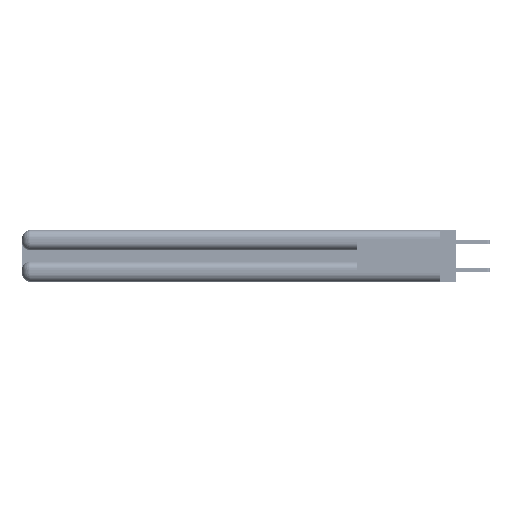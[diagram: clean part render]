
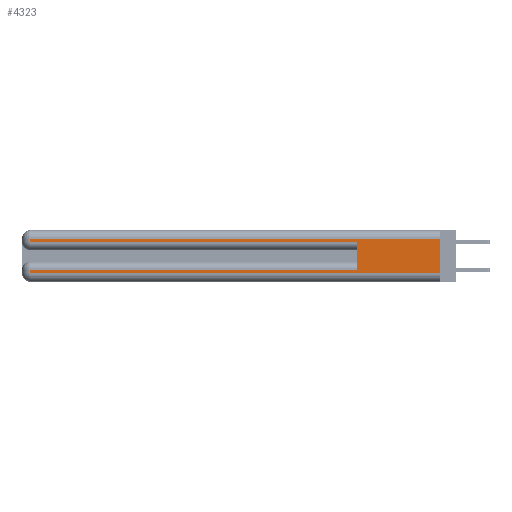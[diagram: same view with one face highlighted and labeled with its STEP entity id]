
A CAD part, left-side view. The second image highlights one B-rep face of the part: STEP entity #4323.
In plain terms, the highlighted planar face has unit normal (-1, 0, 0).
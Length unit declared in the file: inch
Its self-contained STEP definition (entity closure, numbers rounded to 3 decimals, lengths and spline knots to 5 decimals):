
#18 = VERTEX_POINT ( 'NONE', #2144 ) ;
#1357 = CARTESIAN_POINT ( 'NONE',  ( 0., 0., 0.06 ) ) ;
#2049 = VECTOR ( 'NONE', #9076, 39.37008 ) ;
#2144 = CARTESIAN_POINT ( 'NONE',  ( 0., 2.94, 0.06 ) ) ;
#2150 = LINE ( 'NONE', #1357, #13301 ) ;
#3912 = CARTESIAN_POINT ( 'NONE',  ( 0., 2.94, 0.285 ) ) ;
#4030 = LINE ( 'NONE', #20342, #37018 ) ;
#4323 = ADVANCED_FACE ( 'NONE', ( #31720 ), #43259, .F. ) ;
#4809 = EDGE_CURVE ( 'NONE', #21741, #29120, #9166, .T. ) ;
#5643 = DIRECTION ( 'NONE',  ( 0., 0., 1. ) ) ;
#5839 = DIRECTION ( 'NONE',  ( 0., 0., -1. ) ) ;
#6285 = LINE ( 'NONE', #20982, #16758 ) ;
#8197 = ORIENTED_EDGE ( 'NONE', *, *, #21356, .T. ) ;
#9076 = DIRECTION ( 'NONE',  ( 0., 0., -1. ) ) ;
#9166 = LINE ( 'NONE', #16501, #38013 ) ;
#9814 = DIRECTION ( 'NONE',  ( 0., -1., 0. ) ) ;
#10350 = CARTESIAN_POINT ( 'NONE',  ( 0., 0., 0.06 ) ) ;
#11959 = ORIENTED_EDGE ( 'NONE', *, *, #42661, .T. ) ;
#13301 = VECTOR ( 'NONE', #46425, 39.37008 ) ;
#14131 = CARTESIAN_POINT ( 'NONE',  ( 0., 0., 0.085 ) ) ;
#16501 = CARTESIAN_POINT ( 'NONE',  ( 0., 0., 0.31 ) ) ;
#16680 = VERTEX_POINT ( 'NONE', #42751 ) ;
#16758 = VECTOR ( 'NONE', #9814, 39.37008 ) ;
#19053 = EDGE_CURVE ( 'NONE', #16680, #40829, #41682, .T. ) ;
#19415 = EDGE_CURVE ( 'NONE', #16680, #32469, #4030, .T. ) ;
#19741 = CARTESIAN_POINT ( 'NONE',  ( 0., 0., 0.31 ) ) ;
#20183 = DIRECTION ( 'NONE',  ( 0., 1., 0. ) ) ;
#20342 = CARTESIAN_POINT ( 'NONE',  ( 0., 0.6, 0.145 ) ) ;
#20982 = CARTESIAN_POINT ( 'NONE',  ( 0., 0., 0.285 ) ) ;
#21356 = EDGE_CURVE ( 'NONE', #40829, #18, #35648, .T. ) ;
#21741 = VERTEX_POINT ( 'NONE', #19741 ) ;
#21947 = VERTEX_POINT ( 'NONE', #10350 ) ;
#22160 = CARTESIAN_POINT ( 'NONE',  ( 0., 2.94, 0.31 ) ) ;
#23001 = CARTESIAN_POINT ( 'NONE',  ( 0., 0., 0.37 ) ) ;
#23806 = DIRECTION ( 'NONE',  ( 0., 0., -1. ) ) ;
#24281 = EDGE_CURVE ( 'NONE', #46452, #32469, #6285, .T. ) ;
#24490 = EDGE_CURVE ( 'NONE', #18, #21947, #2150, .T. ) ;
#24802 = ORIENTED_EDGE ( 'NONE', *, *, #24281, .T. ) ;
#24866 = EDGE_LOOP ( 'NONE', ( #33212, #38255, #11959, #24802, #31177, #34408, #8197, #30580 ) ) ;
#25004 = CARTESIAN_POINT ( 'NONE',  ( 0., 2.94, 0.085 ) ) ;
#28176 = CARTESIAN_POINT ( 'NONE',  ( 0., 2.94, 0.37 ) ) ;
#29120 = VERTEX_POINT ( 'NONE', #22160 ) ;
#30580 = ORIENTED_EDGE ( 'NONE', *, *, #24490, .T. ) ;
#31177 = ORIENTED_EDGE ( 'NONE', *, *, #19415, .F. ) ;
#31720 = FACE_OUTER_BOUND ( 'NONE', #24866, .T. ) ;
#32469 = VERTEX_POINT ( 'NONE', #45610 ) ;
#33212 = ORIENTED_EDGE ( 'NONE', *, *, #39721, .F. ) ;
#33293 = CARTESIAN_POINT ( 'NONE',  ( 0., 0., 0.37 ) ) ;
#34291 = VECTOR ( 'NONE', #5839, 39.37008 ) ;
#34408 = ORIENTED_EDGE ( 'NONE', *, *, #19053, .T. ) ;
#35648 = LINE ( 'NONE', #42186, #2049 ) ;
#37018 = VECTOR ( 'NONE', #5643, 39.37008 ) ;
#38013 = VECTOR ( 'NONE', #20183, 39.37008 ) ;
#38255 = ORIENTED_EDGE ( 'NONE', *, *, #4809, .T. ) ;
#39721 = EDGE_CURVE ( 'NONE', #21741, #21947, #46790, .T. ) ;
#40829 = VERTEX_POINT ( 'NONE', #25004 ) ;
#41682 = LINE ( 'NONE', #14131, #43976 ) ;
#41730 = DIRECTION ( 'NONE',  ( 1., 0., 0. ) ) ;
#42147 = DIRECTION ( 'NONE',  ( 0., 1., 0. ) ) ;
#42186 = CARTESIAN_POINT ( 'NONE',  ( 0., 2.94, 0.37 ) ) ;
#42661 = EDGE_CURVE ( 'NONE', #29120, #46452, #45307, .T. ) ;
#42751 = CARTESIAN_POINT ( 'NONE',  ( 0., 0.6, 0.085 ) ) ;
#42752 = VECTOR ( 'NONE', #47597, 39.37008 ) ;
#42899 = AXIS2_PLACEMENT_3D ( 'NONE', #23001, #41730, #23806 ) ;
#43259 = PLANE ( 'NONE',  #42899 ) ;
#43976 = VECTOR ( 'NONE', #42147, 39.37008 ) ;
#45307 = LINE ( 'NONE', #28176, #34291 ) ;
#45610 = CARTESIAN_POINT ( 'NONE',  ( 0., 0.6, 0.285 ) ) ;
#46425 = DIRECTION ( 'NONE',  ( 0., -1., 0. ) ) ;
#46452 = VERTEX_POINT ( 'NONE', #3912 ) ;
#46790 = LINE ( 'NONE', #33293, #42752 ) ;
#47597 = DIRECTION ( 'NONE',  ( 0., 0., -1. ) ) ;
